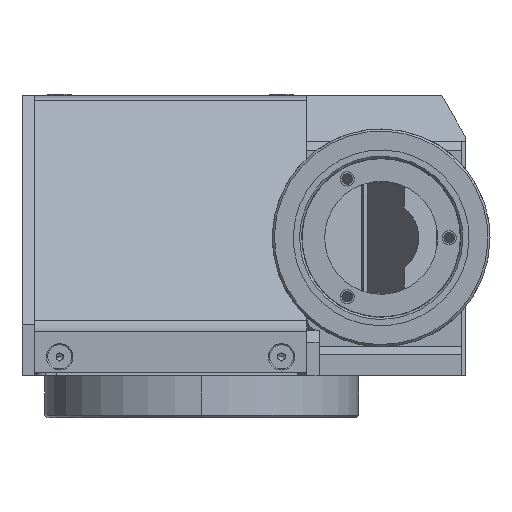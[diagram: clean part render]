
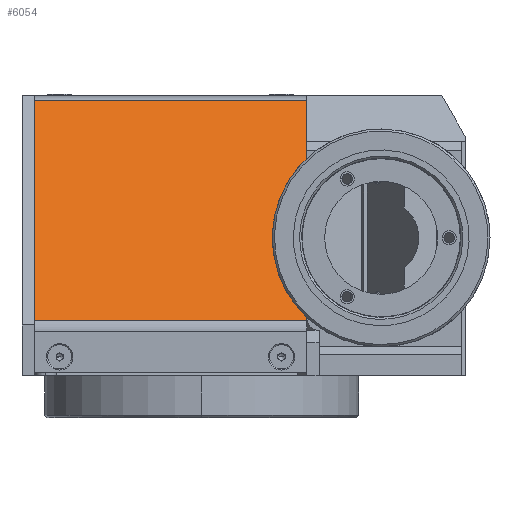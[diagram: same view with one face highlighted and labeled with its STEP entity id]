
A CAD part, left-side view. The second image highlights one B-rep face of the part: STEP entity #6054.
In plain terms, the highlighted planar face has unit normal (-0.707, 0, 0.707).
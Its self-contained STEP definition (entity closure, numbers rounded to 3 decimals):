
#28 = CARTESIAN_POINT ( 'NONE',  ( -33.828, 4., -19.581 ) ) ;
#101 = CARTESIAN_POINT ( 'NONE',  ( 18.581, 4., 32.828 ) ) ;
#621 = AXIS2_PLACEMENT_3D ( 'NONE', #8452, #4125, #4175 ) ;
#1173 = CARTESIAN_POINT ( 'NONE',  ( -33.828, 104., -19.581 ) ) ;
#1322 = EDGE_CURVE ( 'NONE', #6103, #10512, #6346, .T. ) ;
#1669 = CARTESIAN_POINT ( 'NONE',  ( -33.828, 69., -19.581 ) ) ;
#2003 = DIRECTION ( 'NONE',  ( 0., 1., 0. ) ) ;
#2467 = LINE ( 'NONE', #10381, #11108 ) ;
#3544 = ORIENTED_EDGE ( 'NONE', *, *, #1322, .F. ) ;
#3965 = EDGE_CURVE ( 'NONE', #5651, #6103, #2467, .T. ) ;
#4125 = DIRECTION ( 'NONE',  ( -0.707, 0., 0.707 ) ) ;
#4175 = DIRECTION ( 'NONE',  ( 0.707, 0., 0.707 ) ) ;
#4311 = ORIENTED_EDGE ( 'NONE', *, *, #3965, .F. ) ;
#4479 = DIRECTION ( 'NONE',  ( 0., -1., 0. ) ) ;
#4984 = FACE_OUTER_BOUND ( 'NONE', #10495, .T. ) ;
#5417 = ORIENTED_EDGE ( 'NONE', *, *, #7094, .F. ) ;
#5651 = VERTEX_POINT ( 'NONE', #101 ) ;
#6054 = ADVANCED_FACE ( 'NONE', ( #4984 ), #9300, .T. ) ;
#6103 = VERTEX_POINT ( 'NONE', #28 ) ;
#6346 = LINE ( 'NONE', #1173, #7642 ) ;
#7094 = EDGE_CURVE ( 'NONE', #10512, #10920, #10816, .T. ) ;
#7338 = VECTOR ( 'NONE', #4479, 1000. ) ;
#7421 = CARTESIAN_POINT ( 'NONE',  ( -34.414, 69., -20.167 ) ) ;
#7560 = CARTESIAN_POINT ( 'NONE',  ( 18.581, 69., 32.828 ) ) ;
#7642 = VECTOR ( 'NONE', #2003, 1000. ) ;
#7734 = EDGE_CURVE ( 'NONE', #10920, #5651, #10447, .T. ) ;
#8157 = DIRECTION ( 'NONE',  ( 0.707, 0., 0.707 ) ) ;
#8452 = CARTESIAN_POINT ( 'NONE',  ( -34.414, 104., -20.167 ) ) ;
#8797 = CARTESIAN_POINT ( 'NONE',  ( 18.581, 104., 32.828 ) ) ;
#8914 = VECTOR ( 'NONE', #8157, 1000. ) ;
#9300 = PLANE ( 'NONE',  #621 ) ;
#9421 = DIRECTION ( 'NONE',  ( -0.707, 0., -0.707 ) ) ;
#10381 = CARTESIAN_POINT ( 'NONE',  ( -34.414, 4., -20.167 ) ) ;
#10447 = LINE ( 'NONE', #8797, #7338 ) ;
#10495 = EDGE_LOOP ( 'NONE', ( #4311, #10985, #5417, #3544 ) ) ;
#10512 = VERTEX_POINT ( 'NONE', #1669 ) ;
#10816 = LINE ( 'NONE', #7421, #8914 ) ;
#10920 = VERTEX_POINT ( 'NONE', #7560 ) ;
#10985 = ORIENTED_EDGE ( 'NONE', *, *, #7734, .F. ) ;
#11108 = VECTOR ( 'NONE', #9421, 1000. ) ;
